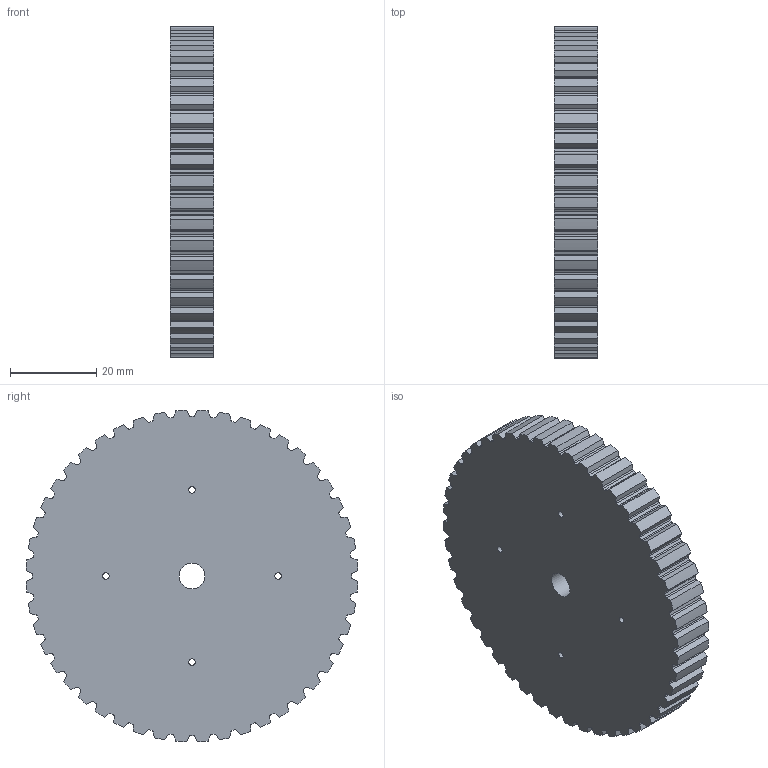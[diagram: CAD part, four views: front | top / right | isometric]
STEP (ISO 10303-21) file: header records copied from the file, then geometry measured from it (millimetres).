
FILE_DESCRIPTION(/* description */ (''),/* implementation_level */ '2;1');
FILE_NAME(/* name */ 'Large gear.step',/* time_stamp */ '2020-08-29T16:42:34-07:00',/* author */ (''),/* organization */ (''),/* preprocessor_version */ 'ST-DEVELOPER v18.1',/* originating_system */ 'Autodesk Translation Framework v9.3.0.1241',/* authorisation */ '');
FILE_SCHEMA (('AUTOMOTIVE_DESIGN { 1 0 10303 214 3 1 1 }'));
Length unit declared in the file: millimetre
Products named in the file (1): Large gear
Bounding box: 10 x 77.07 x 77.07 mm (x, y, z)
Volume: 45023.8 mm3; surface area: 12655.2 mm2
Topology: 1 solids, 1 shells, 295 faces, 879 edges, 586 vertices
Faces by surface type: cylinder 149, plane 146
Full cylindrical faces by diameter (mm): 1.5 x4, 6 x1
Entity records: 10044 total; most frequent: DIRECTION 1769, CARTESIAN_POINT 1761, ORIENTED_EDGE 1758, EDGE_CURVE 879, AXIS2_PLACEMENT_3D 594, VERTEX_POINT 586, LINE 581, VECTOR 581
